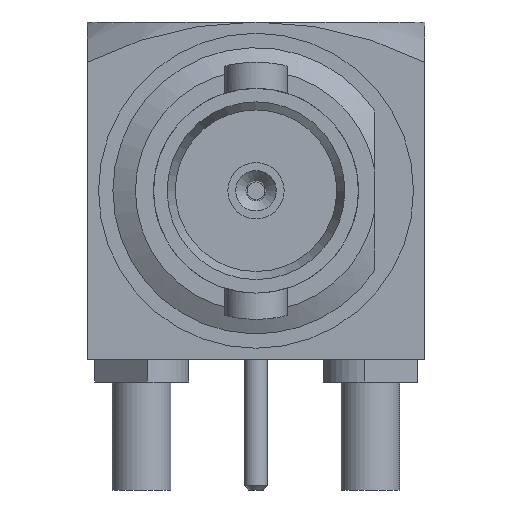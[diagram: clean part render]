
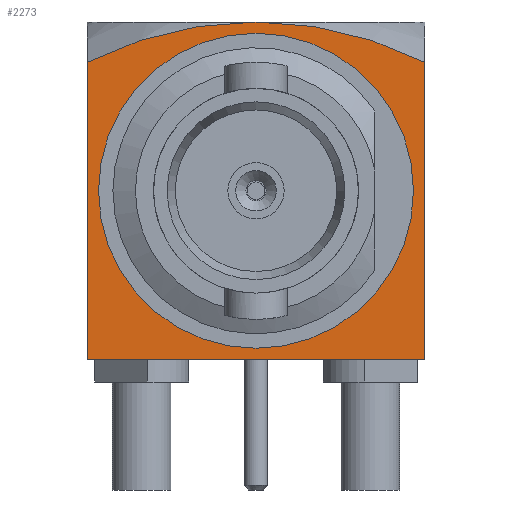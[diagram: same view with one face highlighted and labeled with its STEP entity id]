
A CAD part, left-side view. The second image highlights one B-rep face of the part: STEP entity #2273.
In plain terms, the highlighted planar face has unit normal (-1, 0, 0).
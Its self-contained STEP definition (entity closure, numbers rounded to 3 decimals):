
#158=LINE('',#3734,#287);
#159=LINE('',#3736,#288);
#160=LINE('',#3737,#289);
#287=VECTOR('',#3021,6.603);
#288=VECTOR('',#3022,7.5);
#289=VECTOR('',#3023,6.603);
#451=PLANE('',#2524);
#596=FACE_OUTER_BOUND('',#769,.T.);
#769=EDGE_LOOP('',(#1776,#1777,#1778,#1779,#1780));
#932=CIRCLE('',#2515,8.289);
#934=CIRCLE('',#2518,8.289);
#1095=VERTEX_POINT('',#3716);
#1096=VERTEX_POINT('',#3718);
#1098=VERTEX_POINT('',#3724);
#1100=VERTEX_POINT('',#3733);
#1101=VERTEX_POINT('',#3735);
#1350=EDGE_CURVE('',#1095,#1096,#932,.T.);
#1352=EDGE_CURVE('',#1098,#1095,#934,.T.);
#1357=EDGE_CURVE('',#1100,#1096,#158,.T.);
#1358=EDGE_CURVE('',#1101,#1100,#159,.T.);
#1359=EDGE_CURVE('',#1101,#1098,#160,.T.);
#1776=ORIENTED_EDGE('',*,*,#1352,.T.);
#1777=ORIENTED_EDGE('',*,*,#1350,.T.);
#1778=ORIENTED_EDGE('',*,*,#1357,.F.);
#1779=ORIENTED_EDGE('',*,*,#1358,.F.);
#1780=ORIENTED_EDGE('',*,*,#1359,.T.);
#2273=ADVANCED_FACE('',(#596),#451,.T.);
#2515=AXIS2_PLACEMENT_3D('',#3720,#3001,#3002);
#2518=AXIS2_PLACEMENT_3D('',#3725,#3007,#3008);
#2524=AXIS2_PLACEMENT_3D('',#3732,#3019,#3020);
#3001=DIRECTION('center_axis',(-1.,0.,0.));
#3002=DIRECTION('ref_axis',(0.,0.,
1.));
#3007=DIRECTION('center_axis',(-1.,0.,0.));
#3008=DIRECTION('ref_axis',(0.,0.,
1.));
#3019=DIRECTION('center_axis',(-1.,0.,0.));
#3020=DIRECTION('ref_axis',(0.,-1.,0.));
#3021=DIRECTION('',(0.,0.,1.));
#3022=DIRECTION('',(0.,1.,0.));
#3023=DIRECTION('',(0.,0.,1.));
#3716=CARTESIAN_POINT('',(-3.75,0.,8.));
#3718=CARTESIAN_POINT('',(-3.75,3.75,7.103));
#3720=CARTESIAN_POINT('Origin',(-3.75,0.,
-0.289));
#3724=CARTESIAN_POINT('',(-3.75,-3.75,7.103));
#3725=CARTESIAN_POINT('Origin',(-3.75,0.,
-0.289));
#3732=CARTESIAN_POINT('Origin',(-3.75,3.75,0.5));
#3733=CARTESIAN_POINT('',(-3.75,3.75,0.5));
#3734=CARTESIAN_POINT('',(-3.75,3.75,0.5));
#3735=CARTESIAN_POINT('',(-3.75,-3.75,0.5));
#3736=CARTESIAN_POINT('',(-3.75,-3.75,0.5));
#3737=CARTESIAN_POINT('',(-3.75,-3.75,0.5));
